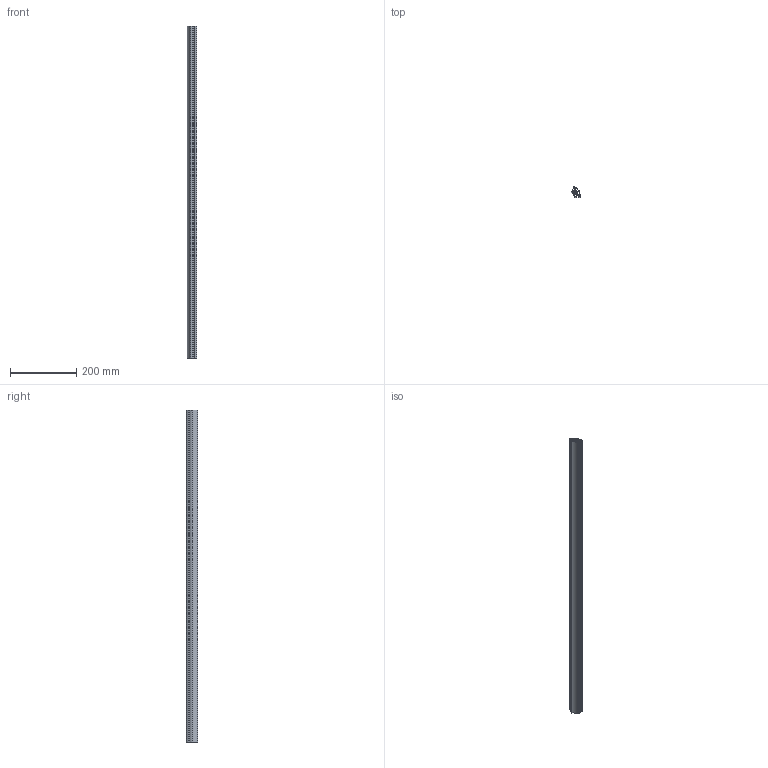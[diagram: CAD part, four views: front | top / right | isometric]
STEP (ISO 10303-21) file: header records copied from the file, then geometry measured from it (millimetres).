
FILE_DESCRIPTION(/* description */ (''),/* implementation_level */ '2;1');
FILE_NAME(/* name */ '13180_KriTec_Profil_5_R20_40-60Grad.stp',/* time_stamp */ '2015-04-21T13:57:46+02:00',/* author */ ('kostic'),/* organization */ (''),/* preprocessor_version */ 'ST-DEVELOPER v15.2',/* originating_system */ 'Autodesk Inventor 2014',/* authorisation */ '');
FILE_SCHEMA (('CONFIG_CONTROL_DESIGN'));
Length unit declared in the file: millimetre
Products named in the file (1): 13180_KriTec_Profil_5_R20_40-60°
Bounding box: 29.26 x 33.86 x 1000 mm (x, y, z)
Volume: 280321.7 mm3; surface area: 273476.7 mm2
Topology: 1 solids, 1 shells, 79 faces, 231 edges, 154 vertices
Faces by surface type: cylinder 49, plane 30
Full cylindrical faces by diameter (mm): 4.3 x1
Entity records: 2694 total; most frequent: DIRECTION 488, CARTESIAN_POINT 464, ORIENTED_EDGE 460, EDGE_CURVE 230, AXIS2_PLACEMENT_3D 178, VERTEX_POINT 154, LINE 132, VECTOR 132
